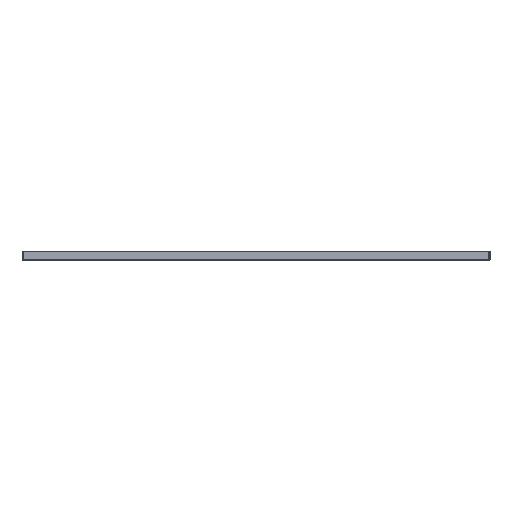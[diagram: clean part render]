
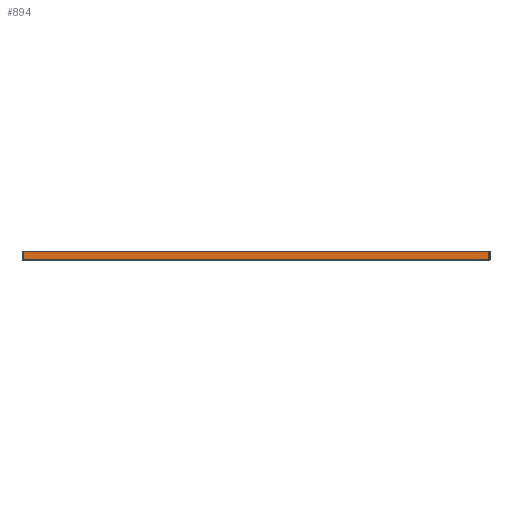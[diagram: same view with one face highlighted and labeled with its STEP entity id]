
A CAD part, left-side view. The second image highlights one B-rep face of the part: STEP entity #894.
In plain terms, the highlighted planar face has unit normal (-1, 0, 0).
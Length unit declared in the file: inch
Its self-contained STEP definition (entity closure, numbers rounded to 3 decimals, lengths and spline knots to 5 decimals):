
#43 = CARTESIAN_POINT ( 'NONE',  ( 0., 0., 0. ) ) ;
#44 = CARTESIAN_POINT ( 'NONE',  ( 0., 40.95083, 0.828 ) ) ;
#52 = FACE_OUTER_BOUND ( 'NONE', #2381, .T. ) ;
#231 = ORIENTED_EDGE ( 'NONE', *, *, #1910, .T. ) ;
#247 = DIRECTION ( 'NONE',  ( -1., 0., 0. ) ) ;
#268 = LINE ( 'NONE', #1044, #719 ) ;
#425 = VECTOR ( 'NONE', #896, 39.37008 ) ;
#461 = DIRECTION ( 'NONE',  ( 0., 0., -1. ) ) ;
#582 = VERTEX_POINT ( 'NONE', #1932 ) ;
#719 = VECTOR ( 'NONE', #1947, 39.37008 ) ;
#776 = LINE ( 'NONE', #1555, #2220 ) ;
#894 = ADVANCED_FACE ( 'NONE', ( #52 ), #1186, .T. ) ;
#896 = DIRECTION ( 'NONE',  ( 0., 0., -1. ) ) ;
#936 = LINE ( 'NONE', #1253, #425 ) ;
#979 = VERTEX_POINT ( 'NONE', #1914 ) ;
#1044 = CARTESIAN_POINT ( 'NONE',  ( 0., 0., 0.1075 ) ) ;
#1115 = CARTESIAN_POINT ( 'NONE',  ( 0., 0.11167, 0.828 ) ) ;
#1186 = PLANE ( 'NONE',  #1666 ) ;
#1241 = EDGE_CURVE ( 'NONE', #582, #979, #268, .T. ) ;
#1253 = CARTESIAN_POINT ( 'NONE',  ( 0., 0.11167, 0.1046 ) ) ;
#1278 = ORIENTED_EDGE ( 'NONE', *, *, #2141, .F. ) ;
#1365 = ORIENTED_EDGE ( 'NONE', *, *, #1241, .T. ) ;
#1539 = DIRECTION ( 'NONE',  ( 0., 0., 1. ) ) ;
#1555 = CARTESIAN_POINT ( 'NONE',  ( 0., 40.95083, 0. ) ) ;
#1666 = AXIS2_PLACEMENT_3D ( 'NONE', #43, #247, #1539 ) ;
#1820 = VERTEX_POINT ( 'NONE', #44 ) ;
#1839 = LINE ( 'NONE', #2329, #1888 ) ;
#1888 = VECTOR ( 'NONE', #2155, 39.37008 ) ;
#1910 = EDGE_CURVE ( 'NONE', #1820, #582, #776, .T. ) ;
#1914 = CARTESIAN_POINT ( 'NONE',  ( 0., 0.11167, 0.1075 ) ) ;
#1932 = CARTESIAN_POINT ( 'NONE',  ( 0., 40.95083, 0.1075 ) ) ;
#1947 = DIRECTION ( 'NONE',  ( 0., -1., 0. ) ) ;
#2127 = EDGE_CURVE ( 'NONE', #2161, #979, #936, .T. ) ;
#2141 = EDGE_CURVE ( 'NONE', #1820, #2161, #1839, .T. ) ;
#2155 = DIRECTION ( 'NONE',  ( 0., -1., 0. ) ) ;
#2161 = VERTEX_POINT ( 'NONE', #1115 ) ;
#2220 = VECTOR ( 'NONE', #461, 39.37008 ) ;
#2235 = ORIENTED_EDGE ( 'NONE', *, *, #2127, .F. ) ;
#2329 = CARTESIAN_POINT ( 'NONE',  ( 0., 0., 0.828 ) ) ;
#2381 = EDGE_LOOP ( 'NONE', ( #2235, #1278, #231, #1365 ) ) ;
